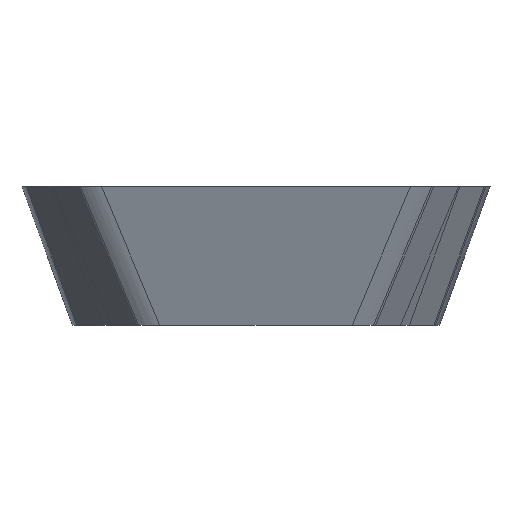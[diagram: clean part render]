
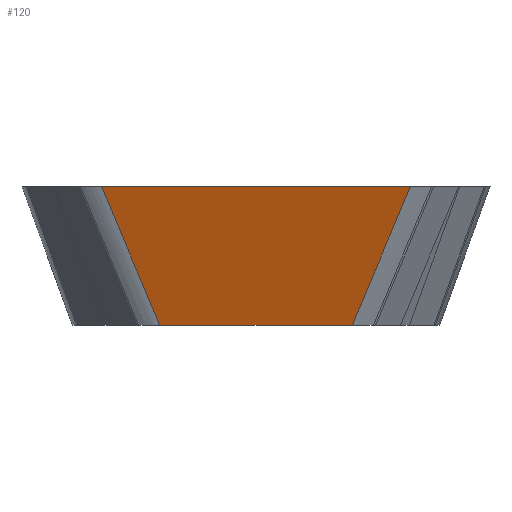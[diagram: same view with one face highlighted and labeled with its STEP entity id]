
A CAD part, front view. The second image highlights one B-rep face of the part: STEP entity #120.
In plain terms, the highlighted planar face has unit normal (0, -0.94, -0.342).
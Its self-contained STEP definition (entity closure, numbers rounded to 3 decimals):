
#120=ADVANCED_FACE('',(#172),#161,.F.);
#161=PLANE('',#1013);
#172=FACE_OUTER_BOUND('',#204,.T.);
#204=EDGE_LOOP('',(#254,#255,#256,#257,#258,#259));
#254=ORIENTED_EDGE('',*,*,#645,.T.);
#255=ORIENTED_EDGE('',*,*,#646,.T.);
#256=ORIENTED_EDGE('',*,*,#647,.T.);
#257=ORIENTED_EDGE('',*,*,#648,.F.);
#258=ORIENTED_EDGE('',*,*,#649,.T.);
#259=ORIENTED_EDGE('',*,*,#650,.T.);
#536=VERTEX_POINT('',#1437);
#537=VERTEX_POINT('',#1438);
#538=VERTEX_POINT('',#1440);
#539=VERTEX_POINT('',#1442);
#540=VERTEX_POINT('',#1444);
#541=VERTEX_POINT('',#1446);
#645=EDGE_CURVE('',#536,#537,#786,.T.);
#646=EDGE_CURVE('',#537,#538,#787,.T.);
#647=EDGE_CURVE('',#538,#539,#788,.T.);
#648=EDGE_CURVE('',#540,#539,#789,.T.);
#649=EDGE_CURVE('',#540,#541,#790,.T.);
#650=EDGE_CURVE('',#541,#536,#908,.T.);
#786=LINE('',#1436,#831);
#787=LINE('',#1439,#832);
#788=LINE('',#1441,#833);
#789=LINE('',#1443,#834);
#790=LINE('',#1445,#835);
#831=VECTOR('',#1068,1.);
#832=VECTOR('',#1069,1.);
#833=VECTOR('',#1070,1.);
#834=VECTOR('',#1071,1.);
#835=VECTOR('',#1072,1.);
#908=B_SPLINE_CURVE_WITH_KNOTS('',3,(#1447,#1448,#1449,#1450),
 .UNSPECIFIED.,.F.,.F.,(4,4),(0.,1.),.UNSPECIFIED.);
#1013=AXIS2_PLACEMENT_3D('',#1451,#1073,#1074);
#1068=DIRECTION('',(-1.,0.,0.));
#1069=DIRECTION('',(0.367,0.318,-0.874));
#1070=DIRECTION('',(1.,0.,0.));
#1071=DIRECTION('',(-0.367,0.318,-0.874));
#1072=DIRECTION('',(-1.,0.,0.));
#1073=DIRECTION('',(0.,0.94,0.342));
#1074=DIRECTION('',(0.,0.342,-0.94));
#1436=CARTESIAN_POINT('',(0.,-6.7,0.));
#1437=CARTESIAN_POINT('',(-3.974,-6.7,0.));
#1438=CARTESIAN_POINT('',(-4.422,-6.7,0.));
#1439=CARTESIAN_POINT('',(-5.156,-7.336,1.748));
#1440=CARTESIAN_POINT('',(-2.754,-5.255,-3.97));
#1441=CARTESIAN_POINT('',(7.722,-5.255,-3.97));
#1442=CARTESIAN_POINT('',(2.754,-5.255,-3.97));
#1443=CARTESIAN_POINT('',(5.156,-7.336,1.748));
#1444=CARTESIAN_POINT('',(4.422,-6.7,0.));
#1445=CARTESIAN_POINT('',(0.,-6.7,0.));
#1446=CARTESIAN_POINT('',(-3.849,-6.7,0.));
#1447=CARTESIAN_POINT('',(-3.849,-6.7,0.));
#1448=CARTESIAN_POINT('',(-3.891,-6.7,0.));
#1449=CARTESIAN_POINT('',(-3.933,-6.7,0.));
#1450=CARTESIAN_POINT('',(-3.974,-6.7,0.));
#1451=CARTESIAN_POINT('',(7.722,-6.7,0.));
